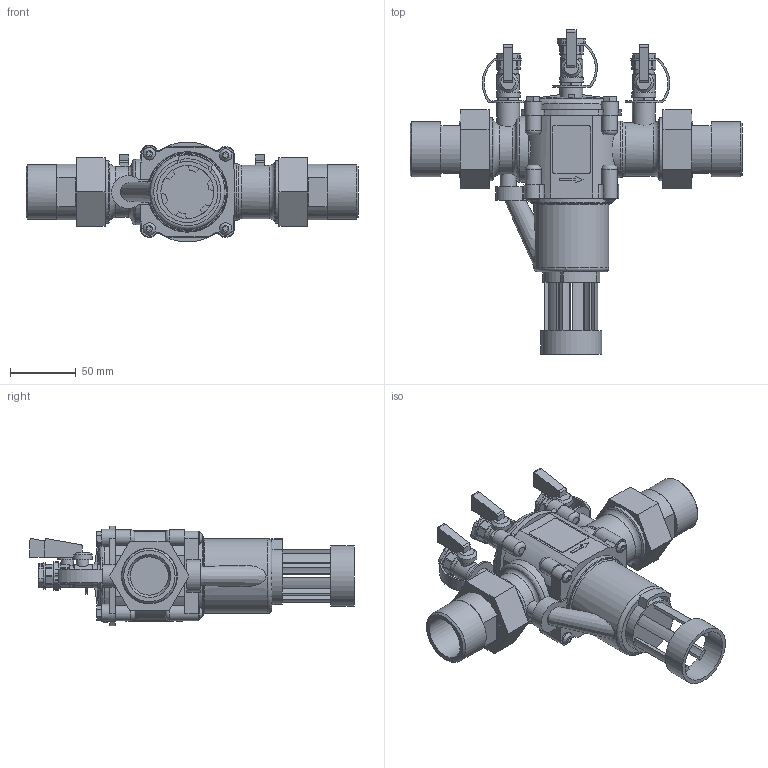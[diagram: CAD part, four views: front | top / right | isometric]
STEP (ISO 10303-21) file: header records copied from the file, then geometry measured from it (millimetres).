
FILE_DESCRIPTION( ( 'STEP AP214' ), '1' );
FILE_NAME( 'socla_babm_149B70003.stp', '2019-10-09T13:44:36', ( '' ), ( '' ), ' ', 'PARTsolutions', ' ' );
FILE_SCHEMA( ( 'AUTOMOTIVE_DESIGN { 1 0 10303 214 1 1 1 1 }' ) );
Length unit declared in the file: millimetre
Products named in the file (1): _socla_babm_149B70003
Bounding box: 252 x 246.3 x 75.75 mm (x, y, z)
Volume: 710163.9 mm3; surface area: 125746.5 mm2
Topology: 1 solids, 2 shells, 671 faces, 1816 edges, 1185 vertices
Faces by surface type: plane 395, cylinder 186, cone 45, torus 41, bspline 4
Full cylindrical faces by diameter (mm): 8 x3, 9.5 x7, 12 x1, 15 x3, 16 x3, 17 x3, 17.4 x3, 18 x3, 28 x2, 29 x1, 31.8 x1, 32.7 x2, 34.5 x2, 40.3 x1, 40.5 x1, 41.91 x2, 42.4 x2, 43 x1, 46.3 x1, 47.802 x2, 50 x1, 57 x1, 61 x1
Entity records: 27224 total; most frequent: CARTESIAN_POINT 5301, DIRECTION 3439, ORIENTED_EDGE 3390, EDGE_CURVE 1695, AXIS2_PLACEMENT_3D 1238, VERTEX_POINT 1147, LINE 963, VECTOR 963
